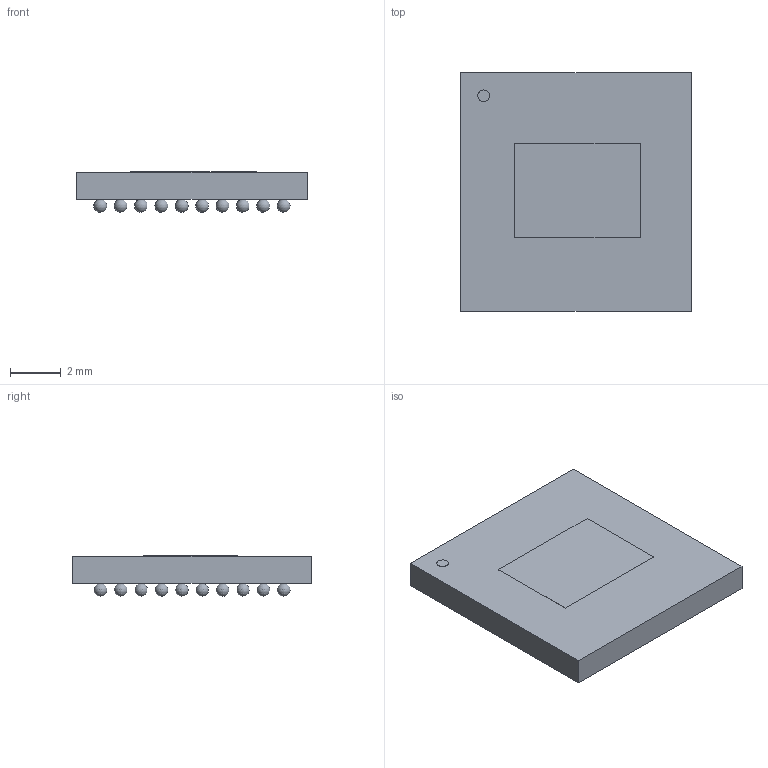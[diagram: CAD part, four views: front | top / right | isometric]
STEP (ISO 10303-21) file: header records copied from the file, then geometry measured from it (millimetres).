
FILE_DESCRIPTION(('FreeCAD Model'),'2;1');
FILE_NAME('Im2BGA_STM102_cp.step' ,'2021-07-13T19:39:26',('kicad StepUp'),('ksu MCAD'), 'Open CASCADE STEP processor 7.2','FreeCAD','Unknown');
FILE_SCHEMA(('AUTOMOTIVE_DESIGN { 1 0 10303 214 1 1 1 1 }'));
Length unit declared in the file: millimetre
Products named in the file (1): Im2BGA_STM102_cp
Bounding box: 9.07 x 9.37 x 1.6 mm (x, y, z)
Volume: 101.3 mm3; surface area: 330.6 mm2
Topology: 103 solids, 103 shells, 115 faces, 327 edges, 218 vertices
Faces by surface type: sphere 100, plane 14, cylinder 1
Full cylindrical faces by diameter (mm): 0.453 x1
Entity records: 2378 total; most frequent: CARTESIAN_POINT 262, DIRECTION 260, AXIS2_PLACEMENT_3D 118, VERTEX_POINT 118, ADVANCED_FACE 115, FACE_BOUND 115, STYLED_ITEM 115, PRESENTATION_STYLE_ASSIGNMENT 115
